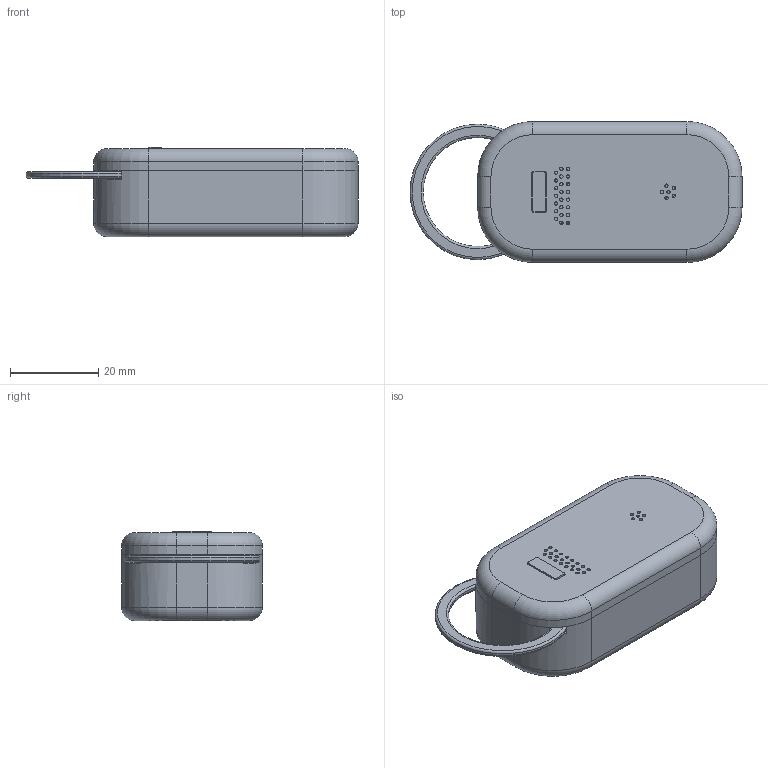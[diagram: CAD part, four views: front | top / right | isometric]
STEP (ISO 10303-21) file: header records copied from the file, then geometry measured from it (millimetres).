
FILE_DESCRIPTION(/* description */ ('','CAx-IF Rec.Pracs.---Representation and Presentation of Product Manufacturing Information (PMI)---4.0---2014-10-13'),/* implementation_level */ '2;1');
FILE_NAME(/* name */ 'Smart Keychain.step',/* time_stamp */ '2025-01-06T05:56:35+05:00',/* author */ (''),/* organization */ (''),/* preprocessor_version */ 'ST-DEVELOPER v20',/* originating_system */ 'Autodesk Translation Framework v13.20.0.188',/* authorisation */ '');
FILE_SCHEMA (('AP242_MANAGED_MODEL_BASED_3D_ENGINEERING_MIM_LF { 1 0 10303 442 1 1 4 }'));
Length unit declared in the file: millimetre
Products named in the file (8): Untitled; singleBuzzer; 20mm_coin_holder; CR2032; Part 2; Part 3; Part 1; ESP32-C3 SuperMini
Assembly tree (7 placements, depth 3):
  Untitled
    singleBuzzer
    20mm_coin_holder
    CR2032
      Part 2
      Part 3
      Part 1
    ESP32-C3 SuperMini
Bounding box: 75.38 x 32 x 20.25 mm (x, y, z)
Volume: 15496.2 mm3; surface area: 20046.1 mm2
Topology: 15 solids, 15 shells, 1687 faces, 4697 edges, 3083 vertices
Faces by surface type: plane 647, sphere 612, cylinder 245, bspline 140, torus 42, cone 1
Full cylindrical faces by diameter (mm): 0.65 x2, 0.75 x28, 1.1 x16, 1.5 x3, 1.55 x1, 1.7 x2, 1.9 x1, 2.1 x1, 6.5 x1, 9.3 x1, 17.7 x2, 18.6 x2, 20 x1, 24.75 x1, 30.75 x1
Entity records: 52778 total; most frequent: CARTESIAN_POINT 10461, DIRECTION 8726, ORIENTED_EDGE 8170, EDGE_CURVE 4085, AXIS2_PLACEMENT_3D 3366, VERTEX_POINT 3083, EDGE_LOOP 2440, LINE 1994
